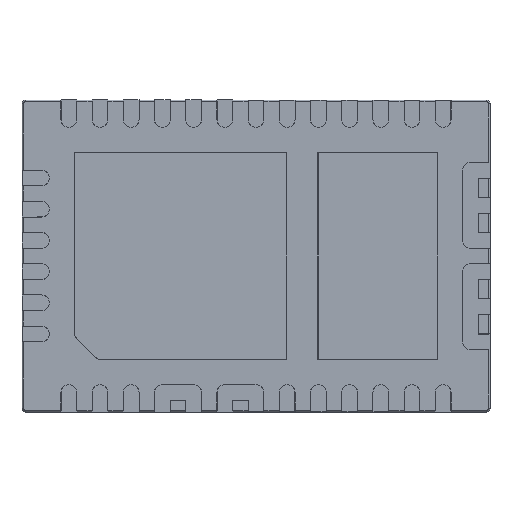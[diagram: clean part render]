
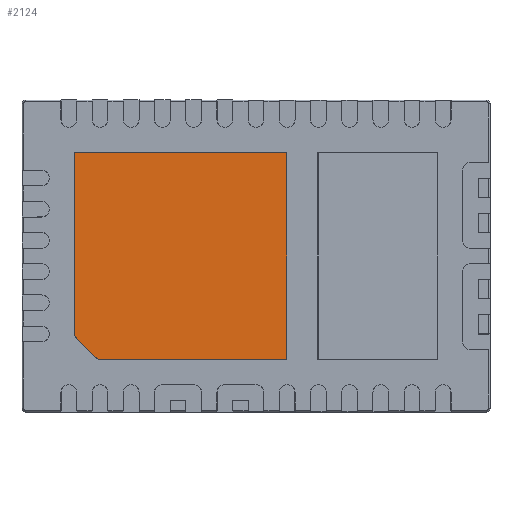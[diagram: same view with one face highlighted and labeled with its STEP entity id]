
A CAD part, front view. The second image highlights one B-rep face of the part: STEP entity #2124.
In plain terms, the highlighted planar face has unit normal (0, -1, 0).
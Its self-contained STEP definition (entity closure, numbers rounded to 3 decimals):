
#948 = CARTESIAN_POINT ( 'NONE',  ( 0., 0., 0. ) ) ;
#1177 = AXIS2_PLACEMENT_3D ( 'NONE', #948, #17190, #18655 ) ;
#1283 = ORIENTED_EDGE ( 'NONE', *, *, #10615, .T. ) ;
#1435 = EDGE_CURVE ( 'NONE', #10439, #10919, #14491, .T. ) ;
#1487 = CARTESIAN_POINT ( 'NONE',  ( 0.395, 0., -1.325 ) ) ;
#2124 = ADVANCED_FACE ( 'NONE', ( #17954 ), #12825, .F. ) ;
#2313 = EDGE_CURVE ( 'NONE', #6881, #12968, #2365, .T. ) ;
#2365 = LINE ( 'NONE', #14604, #17609 ) ;
#2573 = EDGE_LOOP ( 'NONE', ( #6900, #1283, #2947, #11332, #16662 ) ) ;
#2947 = ORIENTED_EDGE ( 'NONE', *, *, #1435, .T. ) ;
#3161 = DIRECTION ( 'NONE',  ( 1., 0., 0. ) ) ;
#4598 = CARTESIAN_POINT ( 'NONE',  ( -2.325, 0., -1.025 ) ) ;
#6045 = CARTESIAN_POINT ( 'NONE',  ( 0., 0., -1.325 ) ) ;
#6080 = VECTOR ( 'NONE', #3161, 1000. ) ;
#6723 = DIRECTION ( 'NONE',  ( 0., 0., -1. ) ) ;
#6881 = VERTEX_POINT ( 'NONE', #17801 ) ;
#6900 = ORIENTED_EDGE ( 'NONE', *, *, #8632, .F. ) ;
#6905 = CARTESIAN_POINT ( 'NONE',  ( -2.325, 0., 0. ) ) ;
#7633 = CARTESIAN_POINT ( 'NONE',  ( 0., 0., 1.325 ) ) ;
#7732 = DIRECTION ( 'NONE',  ( 0.707, 0., -0.707 ) ) ;
#8632 = EDGE_CURVE ( 'NONE', #18603, #6881, #14162, .T. ) ;
#8880 = LINE ( 'NONE', #6045, #18819 ) ;
#10315 = VECTOR ( 'NONE', #6723, 1000. ) ;
#10439 = VERTEX_POINT ( 'NONE', #4598 ) ;
#10615 = EDGE_CURVE ( 'NONE', #18603, #10439, #17729, .T. ) ;
#10919 = VERTEX_POINT ( 'NONE', #17755 ) ;
#11332 = ORIENTED_EDGE ( 'NONE', *, *, #13689, .T. ) ;
#11480 = DIRECTION ( 'NONE',  ( 0., 0., -1. ) ) ;
#12825 = PLANE ( 'NONE',  #1177 ) ;
#12866 = VECTOR ( 'NONE', #7732, 1000. ) ;
#12968 = VERTEX_POINT ( 'NONE', #1487 ) ;
#13689 = EDGE_CURVE ( 'NONE', #10919, #12968, #8880, .T. ) ;
#14162 = LINE ( 'NONE', #7633, #6080 ) ;
#14491 = LINE ( 'NONE', #14826, #12866 ) ;
#14604 = CARTESIAN_POINT ( 'NONE',  ( 0.395, 0., 0. ) ) ;
#14660 = CARTESIAN_POINT ( 'NONE',  ( -2.325, 0., 1.325 ) ) ;
#14826 = CARTESIAN_POINT ( 'NONE',  ( -1.675, 0., -1.675 ) ) ;
#14956 = DIRECTION ( 'NONE',  ( 1., 0., 0. ) ) ;
#16662 = ORIENTED_EDGE ( 'NONE', *, *, #2313, .F. ) ;
#17190 = DIRECTION ( 'NONE',  ( 0., 1., 0. ) ) ;
#17609 = VECTOR ( 'NONE', #11480, 1000. ) ;
#17729 = LINE ( 'NONE', #6905, #10315 ) ;
#17755 = CARTESIAN_POINT ( 'NONE',  ( -2.025, 0., -1.325 ) ) ;
#17801 = CARTESIAN_POINT ( 'NONE',  ( 0.395, 0., 1.325 ) ) ;
#17954 = FACE_OUTER_BOUND ( 'NONE', #2573, .T. ) ;
#18603 = VERTEX_POINT ( 'NONE', #14660 ) ;
#18655 = DIRECTION ( 'NONE',  ( 0., 0., 1. ) ) ;
#18819 = VECTOR ( 'NONE', #14956, 1000. ) ;
